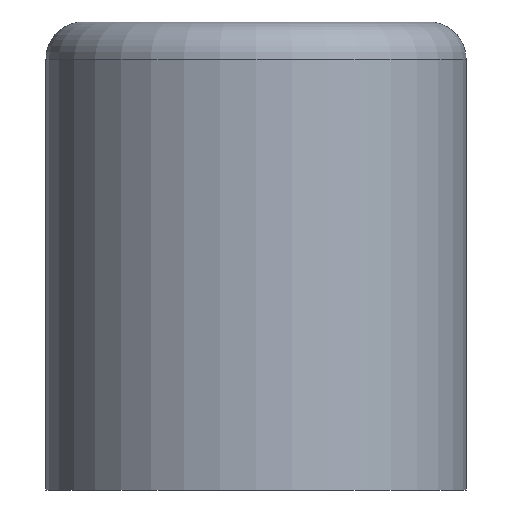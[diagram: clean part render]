
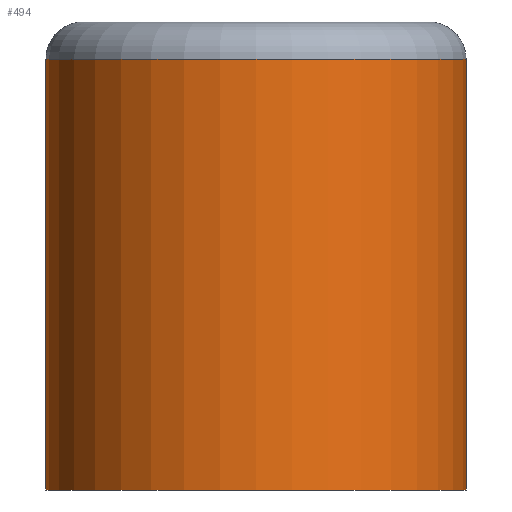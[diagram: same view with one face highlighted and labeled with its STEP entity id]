
A CAD part, front view. The second image highlights one B-rep face of the part: STEP entity #494.
In plain terms, the highlighted cylindrical face has radius 19.75 mm (diameter 39.5 mm), a full revolution.
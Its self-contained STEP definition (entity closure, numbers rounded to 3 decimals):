
#84=CARTESIAN_POINT('',(15.0,12.848,28.5));
#85=VERTEX_POINT('',#84);
#92=CARTESIAN_POINT('',(12.5,15.291,26.0));
#93=VERTEX_POINT('',#92);
#94=CARTESIAN_POINT('',(15.0,12.848,28.5));
#95=CARTESIAN_POINT('',(15.0,12.848,28.341));
#96=CARTESIAN_POINT('',(14.985,12.866,28.182));
#97=CARTESIAN_POINT('',(14.925,12.935,27.871));
#98=CARTESIAN_POINT('',(14.88,12.987,27.72));
#99=CARTESIAN_POINT('',(14.711,13.179,27.293));
#100=CARTESIAN_POINT('',(14.549,13.359,27.044));
#101=CARTESIAN_POINT('',(14.141,13.792,26.58));
#102=CARTESIAN_POINT('',(13.845,14.092,26.362));
#103=CARTESIAN_POINT('',(13.194,14.703,26.072));
#104=CARTESIAN_POINT('',(12.839,15.014,26.0));
#105=CARTESIAN_POINT('',(12.5,15.291,26.0));
#106=B_SPLINE_CURVE_WITH_KNOTS('',3,(#94,#95,#96,#97,#98,#99,#100,#101,#102,#103,#104,#105),.UNSPECIFIED.,.F.,.U.,(4,2,2,2,2,4),(0.0,0.048,0.095,0.19,0.322,0.453),.UNSPECIFIED.);
#107=EDGE_CURVE('',#85,#93,#106,.T.);
#124=CARTESIAN_POINT('',(-12.5,15.291,26.0));
#125=VERTEX_POINT('',#124);
#126=CARTESIAN_POINT('',(0.0,0.0,26.0));
#127=DIRECTION('',(0.0,0.0,-1.0));
#128=DIRECTION('',(-1.0,0.0,0.0));
#129=AXIS2_PLACEMENT_3D('',#126,#127,#128);
#130=CIRCLE('',#129,19.75);
#131=EDGE_CURVE('',#125,#93,#130,.T.);
#177=CARTESIAN_POINT('',(12.5,15.291,39.0));
#178=VERTEX_POINT('',#177);
#185=CARTESIAN_POINT('',(15.0,12.848,36.5));
#186=VERTEX_POINT('',#185);
#187=CARTESIAN_POINT('',(12.5,15.291,39.0));
#188=CARTESIAN_POINT('',(12.839,15.014,39.0));
#189=CARTESIAN_POINT('',(13.194,14.703,38.928));
#190=CARTESIAN_POINT('',(13.845,14.092,38.638));
#191=CARTESIAN_POINT('',(14.141,13.792,38.42));
#192=CARTESIAN_POINT('',(14.549,13.359,37.956));
#193=CARTESIAN_POINT('',(14.711,13.179,37.707));
#194=CARTESIAN_POINT('',(14.88,12.987,37.28));
#195=CARTESIAN_POINT('',(14.925,12.935,37.129));
#196=CARTESIAN_POINT('',(14.985,12.866,36.818));
#197=CARTESIAN_POINT('',(15.0,12.848,36.659));
#198=CARTESIAN_POINT('',(15.0,12.848,36.5));
#199=B_SPLINE_CURVE_WITH_KNOTS('',3,(#187,#188,#189,#190,#191,#192,#193,#194,#195,#196,#197,#198),.UNSPECIFIED.,.F.,.U.,(4,2,2,2,2,4),(-0.453,-0.322,-0.19,-0.095,-0.048,0.0),.UNSPECIFIED.);
#200=EDGE_CURVE('',#178,#186,#199,.T.);
#224=CARTESIAN_POINT('',(15.0,12.848,28.5));
#225=DIRECTION('',(0.0,0.0,1.0));
#226=VECTOR('',#225,8.0);
#227=LINE('',#224,#226);
#228=EDGE_CURVE('',#85,#186,#227,.T.);
#249=CARTESIAN_POINT('',(-15.0,12.848,36.5));
#250=VERTEX_POINT('',#249);
#257=CARTESIAN_POINT('',(-12.5,15.291,39.0));
#258=VERTEX_POINT('',#257);
#259=CARTESIAN_POINT('',(-15.0,12.848,36.5));
#260=CARTESIAN_POINT('',(-15.0,12.848,36.659));
#261=CARTESIAN_POINT('',(-14.985,12.866,36.818));
#262=CARTESIAN_POINT('',(-14.925,12.935,37.129));
#263=CARTESIAN_POINT('',(-14.88,12.987,37.28));
#264=CARTESIAN_POINT('',(-14.711,13.179,37.707));
#265=CARTESIAN_POINT('',(-14.549,13.359,37.956));
#266=CARTESIAN_POINT('',(-14.141,13.792,38.42));
#267=CARTESIAN_POINT('',(-13.845,14.092,38.638));
#268=CARTESIAN_POINT('',(-13.194,14.703,38.928));
#269=CARTESIAN_POINT('',(-12.839,15.014,39.0));
#270=CARTESIAN_POINT('',(-12.5,15.291,39.0));
#271=B_SPLINE_CURVE_WITH_KNOTS('',3,(#259,#260,#261,#262,#263,#264,#265,#266,#267,#268,#269,#270),.UNSPECIFIED.,.F.,.U.,(4,2,2,2,2,4),(0.874,0.921,0.969,1.064,1.195,1.327),.UNSPECIFIED.);
#272=EDGE_CURVE('',#250,#258,#271,.T.);
#296=CARTESIAN_POINT('',(0.0,0.0,39.0));
#297=DIRECTION('',(0.0,0.0,1.0));
#298=DIRECTION('',(-1.0,0.0,0.0));
#299=AXIS2_PLACEMENT_3D('',#296,#297,#298);
#300=CIRCLE('',#299,19.75);
#301=EDGE_CURVE('',#178,#258,#300,.T.);
#321=CARTESIAN_POINT('',(-15.0,12.848,28.5));
#322=VERTEX_POINT('',#321);
#323=CARTESIAN_POINT('',(-12.5,15.291,26.0));
#324=CARTESIAN_POINT('',(-12.839,15.014,26.0));
#325=CARTESIAN_POINT('',(-13.194,14.703,26.072));
#326=CARTESIAN_POINT('',(-13.845,14.092,26.362));
#327=CARTESIAN_POINT('',(-14.141,13.792,26.58));
#328=CARTESIAN_POINT('',(-14.549,13.359,27.044));
#329=CARTESIAN_POINT('',(-14.711,13.179,27.293));
#330=CARTESIAN_POINT('',(-14.88,12.987,27.72));
#331=CARTESIAN_POINT('',(-14.925,12.935,27.871));
#332=CARTESIAN_POINT('',(-14.985,12.866,28.182));
#333=CARTESIAN_POINT('',(-15.0,12.848,28.341));
#334=CARTESIAN_POINT('',(-15.0,12.848,28.5));
#335=B_SPLINE_CURVE_WITH_KNOTS('',3,(#323,#324,#325,#326,#327,#328,#329,#330,#331,#332,#333,#334),.UNSPECIFIED.,.F.,.U.,(4,2,2,2,2,4),(0.421,0.552,0.684,0.779,0.826,0.874),.UNSPECIFIED.);
#336=EDGE_CURVE('',#125,#322,#335,.T.);
#360=CARTESIAN_POINT('',(-15.0,12.848,36.5));
#361=DIRECTION('',(0.0,0.0,-1.0));
#362=VECTOR('',#361,8.0);
#363=LINE('',#360,#362);
#364=EDGE_CURVE('',#250,#322,#363,.T.);
#430=CARTESIAN_POINT('',(19.75,0.,0.0));
#431=VERTEX_POINT('',#430);
#432=CARTESIAN_POINT('',(0.0,0.0,0.0));
#433=DIRECTION('',(0.0,0.0,-1.0));
#434=DIRECTION('',(-1.0,0.0,0.0));
#435=AXIS2_PLACEMENT_3D('',#432,#433,#434);
#436=CIRCLE('',#435,19.75);
#437=EDGE_CURVE('',#431,#431,#436,.T.);
#461=CARTESIAN_POINT('',(19.75,0.,40.5));
#462=VERTEX_POINT('',#461);
#463=CARTESIAN_POINT('',(0.0,0.0,40.5));
#464=DIRECTION('',(0.0,0.0,1.0));
#465=DIRECTION('',(-1.0,0.0,0.0));
#466=AXIS2_PLACEMENT_3D('',#463,#464,#465);
#467=CIRCLE('',#466,19.75);
#468=EDGE_CURVE('',#462,#462,#467,.T.);
#473=CARTESIAN_POINT('',(0.0,0.0,0.0));
#474=DIRECTION('',(0.0,0.0,1.0));
#475=DIRECTION('',(-1.0,0.0,0.0));
#476=AXIS2_PLACEMENT_3D('',#473,#474,#475);
#477=CYLINDRICAL_SURFACE('',#476,19.75);
#478=ORIENTED_EDGE('',*,*,#437,.F.);
#479=EDGE_LOOP('',(#478));
#480=FACE_OUTER_BOUND('',#479,.T.);
#481=ORIENTED_EDGE('',*,*,#301,.T.);
#482=ORIENTED_EDGE('',*,*,#272,.F.);
#483=ORIENTED_EDGE('',*,*,#364,.T.);
#484=ORIENTED_EDGE('',*,*,#336,.F.);
#485=ORIENTED_EDGE('',*,*,#131,.T.);
#486=ORIENTED_EDGE('',*,*,#107,.F.);
#487=ORIENTED_EDGE('',*,*,#228,.T.);
#488=ORIENTED_EDGE('',*,*,#200,.F.);
#489=EDGE_LOOP('',(#481,#482,#483,#484,#485,#486,#487,#488));
#490=FACE_BOUND('',#489,.T.);
#491=ORIENTED_EDGE('',*,*,#468,.F.);
#492=EDGE_LOOP('',(#491));
#493=FACE_BOUND('',#492,.T.);
#494=ADVANCED_FACE('',(#480,#490,#493),#477,.T.);
